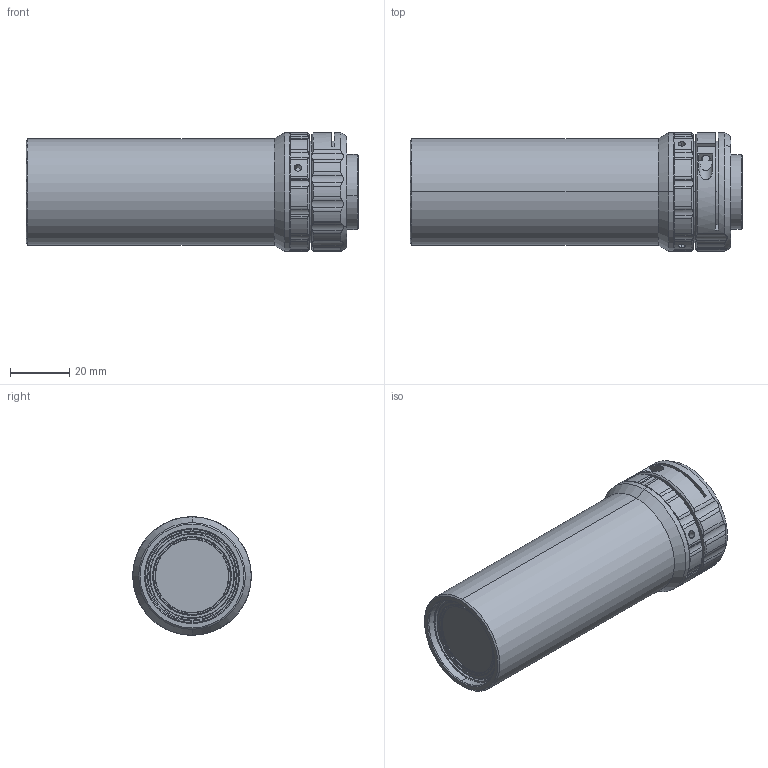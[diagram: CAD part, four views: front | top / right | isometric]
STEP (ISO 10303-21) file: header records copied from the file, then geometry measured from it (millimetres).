
FILE_DESCRIPTION (( 'STEP AP203' ), '1' );
FILE_NAME ('WWT121-085-130.STEP', '2022-12-05T03:03:58', ( '' ), ( '' ), 'SwSTEP 2.0', 'SolidWorks 2017', '' );
FILE_SCHEMA (( 'CONFIG_CONTROL_DESIGN' ));
Length unit declared in the file: millimetre
Products named in the file (1): WWT121-085-130
Bounding box: 112.13 x 40 x 40 mm (x, y, z)
Volume: 112386.5 mm3; surface area: 16898.2 mm2
Topology: 1 solids, 1 shells, 225 faces, 586 edges, 369 vertices
Faces by surface type: cylinder 117, plane 55, cone 53
Entity records: 7697 total; most frequent: CARTESIAN_POINT 2202, ORIENTED_EDGE 1168, DIRECTION 1132, EDGE_CURVE 584, AXIS2_PLACEMENT_3D 475, VERTEX_POINT 369, CIRCLE 249, EDGE_LOOP 235
